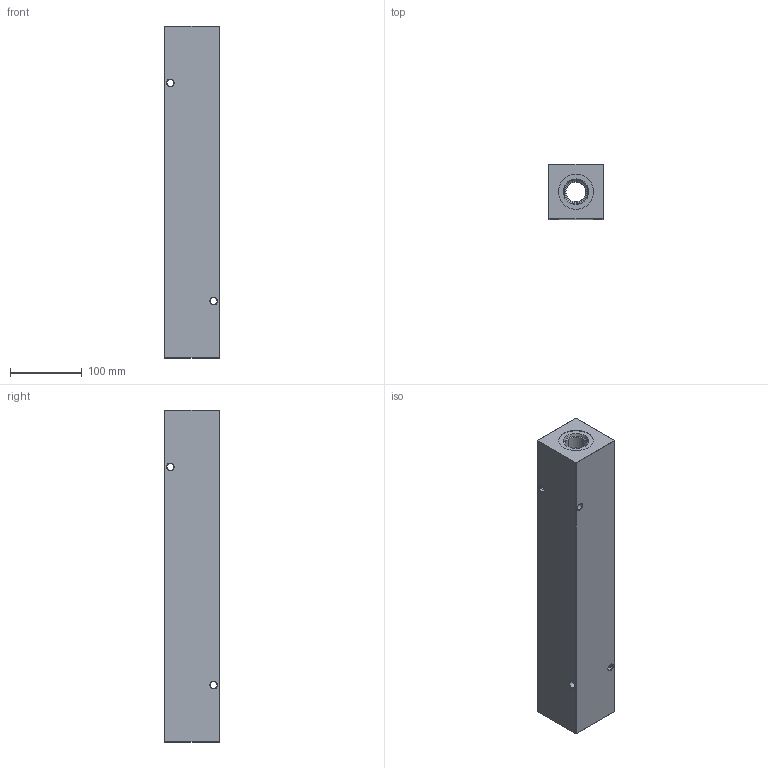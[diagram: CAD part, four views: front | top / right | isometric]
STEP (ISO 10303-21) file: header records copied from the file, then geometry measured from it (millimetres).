
FILE_DESCRIPTION (( 'STEP AP203' ), '1' );
FILE_NAME ('HM-6-0-S-16-16.STEP', '2020-10-27T21:01:18', ( '' ), ( '' ), 'SwSTEP 2.0', 'SolidWorks 2019', '' );
FILE_SCHEMA (( 'CONFIG_CONTROL_DESIGN' ));
Length unit declared in the file: inch
Products named in the file (1): HM-6-0-S-16-16
Bounding box: 76.2 x 76.2 x 463.55 mm (x, y, z)
Volume: 2247744.4 mm3; surface area: 207864.1 mm2
Topology: 1 solids, 1 shells, 563 faces, 1453 edges, 936 vertices
Faces by surface type: plane 242, bspline 195, cone 64, cylinder 62
Entity records: 26538 total; most frequent: CARTESIAN_POINT 14100, ORIENTED_EDGE 2906, DIRECTION 1887, EDGE_CURVE 1453, VERTEX_POINT 936, VECTOR 849, LINE 849, EDGE_LOOP 633
